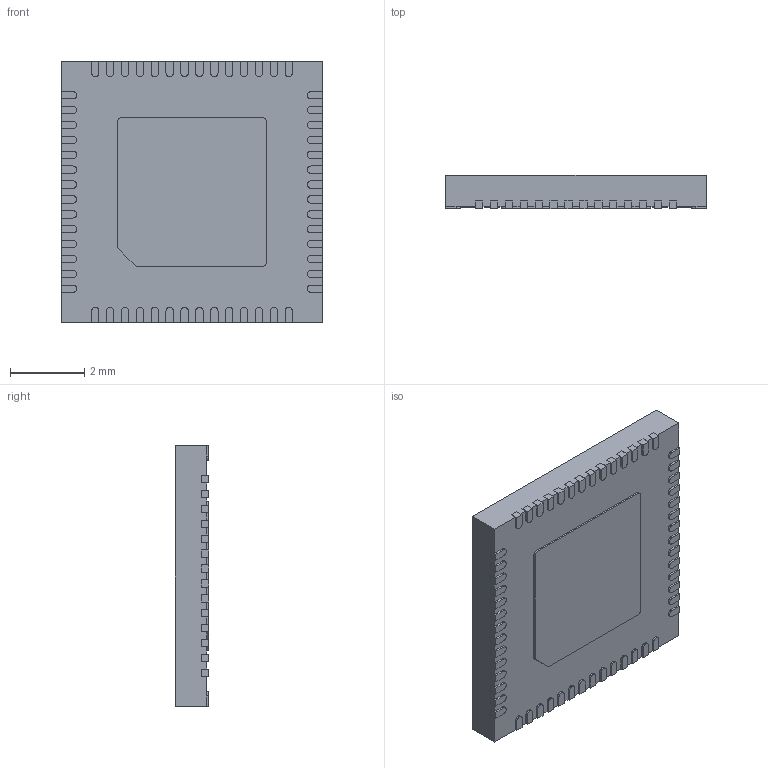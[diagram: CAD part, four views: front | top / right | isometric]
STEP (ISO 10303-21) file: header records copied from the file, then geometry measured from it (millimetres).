
FILE_DESCRIPTION (( 'STEP AP214' ), '1' );
FILE_NAME ('ESP32-S3R2.STEP', '2023-09-21T15:19:24', ( '' ), ( '' ), 'SwSTEP 2.0', 'SolidWorks 2021', '' );
FILE_SCHEMA (( 'AUTOMOTIVE_DESIGN' ));
Length unit declared in the file: millimetre
Products named in the file (1): ESP32-S3R2
Bounding box: 7 x 0.9 x 7 mm (x, y, z)
Volume: 42.7 mm3; surface area: 187 mm2
Topology: 59 solids, 59 shells, 620 faces, 1500 edges, 1000 vertices
Faces by surface type: plane 470, cylinder 150
Entity records: 18560 total; most frequent: CARTESIAN_POINT 3121, DIRECTION 3042, ORIENTED_EDGE 3000, EDGE_CURVE 1500, LINE 1200, VECTOR 1200, VERTEX_POINT 1000, AXIS2_PLACEMENT_3D 921
